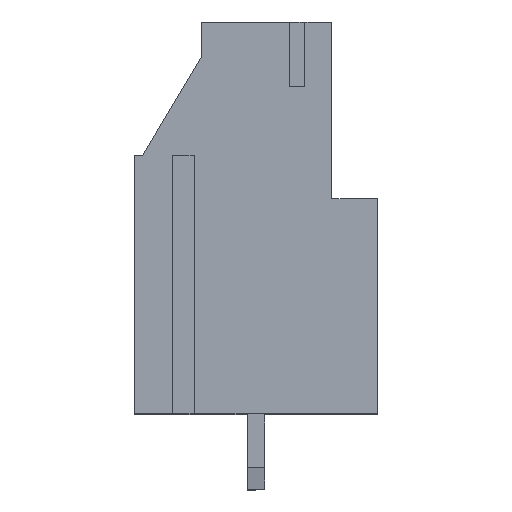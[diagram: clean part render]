
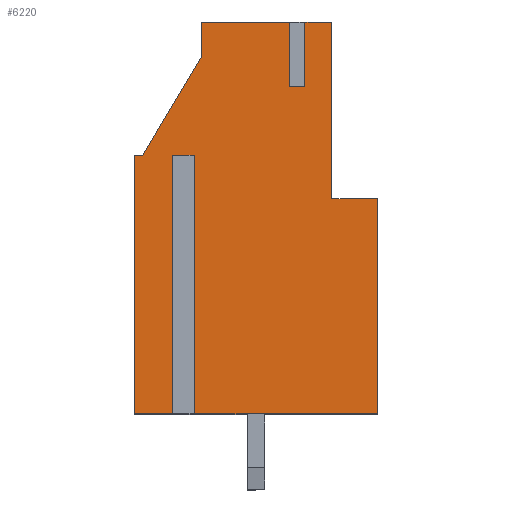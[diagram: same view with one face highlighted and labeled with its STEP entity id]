
A CAD part, top view. The second image highlights one B-rep face of the part: STEP entity #6220.
In plain terms, the highlighted planar face has unit normal (0, 0, 1).
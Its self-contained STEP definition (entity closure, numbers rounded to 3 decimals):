
#10 = CARTESIAN_POINT ( 'NONE',  ( -7.529, -0.15, 25.38 ) ) ;
#52 = LINE ( 'NONE', #1007, #10951 ) ;
#58 = EDGE_CURVE ( 'NONE', #5878, #10058, #2882, .T. ) ;
#61 = VERTEX_POINT ( 'NONE', #9794 ) ;
#136 = VECTOR ( 'NONE', #8538, 1000. ) ;
#221 = VECTOR ( 'NONE', #4776, 1000. ) ;
#234 = CARTESIAN_POINT ( 'NONE',  ( -7.025, 16.45, 25.38 ) ) ;
#504 = CARTESIAN_POINT ( 'NONE',  ( -7.529, 11.85, 25.38 ) ) ;
#509 = ORIENTED_EDGE ( 'NONE', *, *, #3904, .F. ) ;
#520 = CARTESIAN_POINT ( 'NONE',  ( -4.9, 11.85, 25.38 ) ) ;
#543 = CARTESIAN_POINT ( 'NONE',  ( -10.15, 2.25, 25.38 ) ) ;
#716 = EDGE_CURVE ( 'NONE', #4494, #847, #3499, .T. ) ;
#844 = CARTESIAN_POINT ( 'NONE',  ( -9.775, 11.85, 25.38 ) ) ;
#847 = VERTEX_POINT ( 'NONE', #6459 ) ;
#878 = ORIENTED_EDGE ( 'NONE', *, *, #3463, .T. ) ;
#975 = VERTEX_POINT ( 'NONE', #7580 ) ;
#992 = EDGE_CURVE ( 'NONE', #6137, #4494, #4089, .T. ) ;
#1007 = CARTESIAN_POINT ( 'NONE',  ( -2.921, 2.25, 25.38 ) ) ;
#1045 = DIRECTION ( 'NONE',  ( 1., 0., 0. ) ) ;
#1194 = DIRECTION ( 'NONE',  ( 0., 1., 0. ) ) ;
#1299 = ORIENTED_EDGE ( 'NONE', *, *, #2185, .T. ) ;
#1538 = DIRECTION ( 'NONE',  ( 0., 0., -1. ) ) ;
#1592 = VERTEX_POINT ( 'NONE', #9461 ) ;
#1751 = VERTEX_POINT ( 'NONE', #3080 ) ;
#1762 = CARTESIAN_POINT ( 'NONE',  ( -8.221, 2.25, 25.38 ) ) ;
#1778 = VECTOR ( 'NONE', #11143, 1000. ) ;
#1942 = DIRECTION ( 'NONE',  ( 1., 0., 0. ) ) ;
#2020 = ORIENTED_EDGE ( 'NONE', *, *, #716, .F. ) ;
#2096 = DIRECTION ( 'NONE',  ( 1., 0., 0. ) ) ;
#2185 = EDGE_CURVE ( 'NONE', #2490, #847, #4957, .T. ) ;
#2283 = EDGE_LOOP ( 'NONE', ( #6432, #3864, #5950, #6833, #6097, #509, #3795, #2772, #10349, #3571, #878, #8525, #1299, #2020, #6656, #6236, #11289 ) ) ;
#2383 = VECTOR ( 'NONE', #1194, 1000. ) ;
#2412 = CARTESIAN_POINT ( 'NONE',  ( 1.15, -0.15, 25.38 ) ) ;
#2490 = VERTEX_POINT ( 'NONE', #5226 ) ;
#2579 = DIRECTION ( 'NONE',  ( 0., -1., 0. ) ) ;
#2772 = ORIENTED_EDGE ( 'NONE', *, *, #3024, .F. ) ;
#2882 = LINE ( 'NONE', #3638, #4186 ) ;
#2955 = CARTESIAN_POINT ( 'NONE',  ( -4.9, 9.85, 25.38 ) ) ;
#3024 = EDGE_CURVE ( 'NONE', #5195, #1751, #7607, .T. ) ;
#3026 = EDGE_CURVE ( 'NONE', #5195, #5946, #9228, .T. ) ;
#3035 = CARTESIAN_POINT ( 'NONE',  ( -9.775, 11.85, 25.38 ) ) ;
#3080 = CARTESIAN_POINT ( 'NONE',  ( -2.921, 18.05, 25.38 ) ) ;
#3324 = DIRECTION ( 'NONE',  ( -1., 0., 0. ) ) ;
#3406 = CARTESIAN_POINT ( 'NONE',  ( -8.221, 11.85, 25.38 ) ) ;
#3463 = EDGE_CURVE ( 'NONE', #7705, #975, #7255, .T. ) ;
#3499 = LINE ( 'NONE', #1762, #5647 ) ;
#3571 = ORIENTED_EDGE ( 'NONE', *, *, #3702, .F. ) ;
#3603 = LINE ( 'NONE', #5206, #8442 ) ;
#3638 = CARTESIAN_POINT ( 'NONE',  ( 12.475, -0.15, 25.38 ) ) ;
#3702 = EDGE_CURVE ( 'NONE', #7705, #5946, #9306, .T. ) ;
#3728 = LINE ( 'NONE', #9770, #9298 ) ;
#3795 = ORIENTED_EDGE ( 'NONE', *, *, #5219, .F. ) ;
#3864 = ORIENTED_EDGE ( 'NONE', *, *, #7431, .F. ) ;
#3904 = EDGE_CURVE ( 'NONE', #9327, #7048, #6345, .T. ) ;
#3909 = DIRECTION ( 'NONE',  ( 0., -1., 0. ) ) ;
#3951 = VERTEX_POINT ( 'NONE', #8976 ) ;
#3964 = CARTESIAN_POINT ( 'NONE',  ( -0.975, 2.25, 25.38 ) ) ;
#4052 = CARTESIAN_POINT ( 'NONE',  ( 12.475, -0.15, 25.38 ) ) ;
#4089 = LINE ( 'NONE', #520, #8569 ) ;
#4186 = VECTOR ( 'NONE', #1045, 1000. ) ;
#4187 = CARTESIAN_POINT ( 'NONE',  ( -4.9, 2.25, 25.38 ) ) ;
#4229 = CARTESIAN_POINT ( 'NONE',  ( -2.921, 15.05, 25.38 ) ) ;
#4403 = LINE ( 'NONE', #8603, #5516 ) ;
#4494 = VERTEX_POINT ( 'NONE', #3406 ) ;
#4557 = VECTOR ( 'NONE', #3909, 1000. ) ;
#4776 = DIRECTION ( 'NONE',  ( 1., 0., 0. ) ) ;
#4790 = VECTOR ( 'NONE', #2096, 1000. ) ;
#4832 = DIRECTION ( 'NONE',  ( 0., 1., 0. ) ) ;
#4900 = CARTESIAN_POINT ( 'NONE',  ( -7.025, 16.45, 25.38 ) ) ;
#4957 = LINE ( 'NONE', #4052, #221 ) ;
#5043 = CARTESIAN_POINT ( 'NONE',  ( -2.229, 15.05, 25.38 ) ) ;
#5139 = DIRECTION ( 'NONE',  ( 0.513, 0.858, 0. ) ) ;
#5140 = FACE_OUTER_BOUND ( 'NONE', #2283, .T. ) ;
#5195 = VERTEX_POINT ( 'NONE', #8831 ) ;
#5206 = CARTESIAN_POINT ( 'NONE',  ( 1.15, -13.55, 25.38 ) ) ;
#5219 = EDGE_CURVE ( 'NONE', #1751, #9327, #52, .T. ) ;
#5226 = CARTESIAN_POINT ( 'NONE',  ( -10.15, -0.15, 25.38 ) ) ;
#5498 = DIRECTION ( 'NONE',  ( 1., 0., 0. ) ) ;
#5516 = VECTOR ( 'NONE', #5929, 1000. ) ;
#5544 = VECTOR ( 'NONE', #4832, 1000. ) ;
#5647 = VECTOR ( 'NONE', #2579, 1000. ) ;
#5745 = CARTESIAN_POINT ( 'NONE',  ( -4.9, 18.05, 25.38 ) ) ;
#5773 = EDGE_CURVE ( 'NONE', #3951, #1592, #6635, .T. ) ;
#5878 = VERTEX_POINT ( 'NONE', #10 ) ;
#5929 = DIRECTION ( 'NONE',  ( 0., 1., 0. ) ) ;
#5946 = VERTEX_POINT ( 'NONE', #234 ) ;
#5950 = ORIENTED_EDGE ( 'NONE', *, *, #5773, .F. ) ;
#6051 = EDGE_CURVE ( 'NONE', #8016, #3951, #3728, .T. ) ;
#6097 = ORIENTED_EDGE ( 'NONE', *, *, #6125, .F. ) ;
#6125 = EDGE_CURVE ( 'NONE', #7048, #8016, #9995, .T. ) ;
#6137 = VERTEX_POINT ( 'NONE', #504 ) ;
#6220 = ADVANCED_FACE ( 'NONE', ( #5140 ), #11219, .F. ) ;
#6236 = ORIENTED_EDGE ( 'NONE', *, *, #7328, .F. ) ;
#6345 = LINE ( 'NONE', #7194, #9805 ) ;
#6414 = DIRECTION ( 'NONE',  ( -1., 0., 0. ) ) ;
#6432 = ORIENTED_EDGE ( 'NONE', *, *, #9870, .F. ) ;
#6459 = CARTESIAN_POINT ( 'NONE',  ( -8.221, -0.15, 25.38 ) ) ;
#6635 = LINE ( 'NONE', #3964, #4557 ) ;
#6656 = ORIENTED_EDGE ( 'NONE', *, *, #992, .F. ) ;
#6833 = ORIENTED_EDGE ( 'NONE', *, *, #6051, .F. ) ;
#7048 = VERTEX_POINT ( 'NONE', #5043 ) ;
#7066 = CARTESIAN_POINT ( 'NONE',  ( -2.229, 18.05, 25.38 ) ) ;
#7194 = CARTESIAN_POINT ( 'NONE',  ( -4.9, 15.05, 25.38 ) ) ;
#7255 = LINE ( 'NONE', #10787, #10185 ) ;
#7328 = EDGE_CURVE ( 'NONE', #5878, #6137, #4403, .T. ) ;
#7431 = EDGE_CURVE ( 'NONE', #1592, #61, #10687, .T. ) ;
#7580 = CARTESIAN_POINT ( 'NONE',  ( -10.15, 11.85, 25.38 ) ) ;
#7607 = LINE ( 'NONE', #5745, #1778 ) ;
#7705 = VERTEX_POINT ( 'NONE', #3035 ) ;
#7781 = VECTOR ( 'NONE', #5139, 1000. ) ;
#8016 = VERTEX_POINT ( 'NONE', #7066 ) ;
#8442 = VECTOR ( 'NONE', #8665, 1000. ) ;
#8525 = ORIENTED_EDGE ( 'NONE', *, *, #10723, .F. ) ;
#8529 = LINE ( 'NONE', #543, #5544 ) ;
#8538 = DIRECTION ( 'NONE',  ( 0., -1., 0. ) ) ;
#8569 = VECTOR ( 'NONE', #10132, 1000. ) ;
#8603 = CARTESIAN_POINT ( 'NONE',  ( -7.529, 2.25, 25.38 ) ) ;
#8665 = DIRECTION ( 'NONE',  ( 0., -1., 0. ) ) ;
#8831 = CARTESIAN_POINT ( 'NONE',  ( -7.025, 18.05, 25.38 ) ) ;
#8888 = DIRECTION ( 'NONE',  ( 0., -1., 0. ) ) ;
#8976 = CARTESIAN_POINT ( 'NONE',  ( -0.975, 18.05, 25.38 ) ) ;
#9228 = LINE ( 'NONE', #4900, #136 ) ;
#9298 = VECTOR ( 'NONE', #1942, 1000. ) ;
#9306 = LINE ( 'NONE', #844, #7781 ) ;
#9327 = VERTEX_POINT ( 'NONE', #4229 ) ;
#9461 = CARTESIAN_POINT ( 'NONE',  ( -0.975, 9.85, 25.38 ) ) ;
#9770 = CARTESIAN_POINT ( 'NONE',  ( -4.9, 18.05, 25.38 ) ) ;
#9794 = CARTESIAN_POINT ( 'NONE',  ( 1.15, 9.85, 25.38 ) ) ;
#9805 = VECTOR ( 'NONE', #5498, 1000. ) ;
#9870 = EDGE_CURVE ( 'NONE', #61, #10058, #3603, .T. ) ;
#9944 = CARTESIAN_POINT ( 'NONE',  ( -2.229, 2.25, 25.38 ) ) ;
#9995 = LINE ( 'NONE', #9944, #2383 ) ;
#10058 = VERTEX_POINT ( 'NONE', #2412 ) ;
#10132 = DIRECTION ( 'NONE',  ( -1., 0., 0. ) ) ;
#10185 = VECTOR ( 'NONE', #6414, 1000. ) ;
#10349 = ORIENTED_EDGE ( 'NONE', *, *, #3026, .T. ) ;
#10687 = LINE ( 'NONE', #2955, #4790 ) ;
#10723 = EDGE_CURVE ( 'NONE', #2490, #975, #8529, .T. ) ;
#10787 = CARTESIAN_POINT ( 'NONE',  ( -10.075, 11.85, 25.38 ) ) ;
#10788 = AXIS2_PLACEMENT_3D ( 'NONE', #4187, #1538, #3324 ) ;
#10951 = VECTOR ( 'NONE', #8888, 1000. ) ;
#11143 = DIRECTION ( 'NONE',  ( 1., 0., 0. ) ) ;
#11219 = PLANE ( 'NONE',  #10788 ) ;
#11289 = ORIENTED_EDGE ( 'NONE', *, *, #58, .T. ) ;
